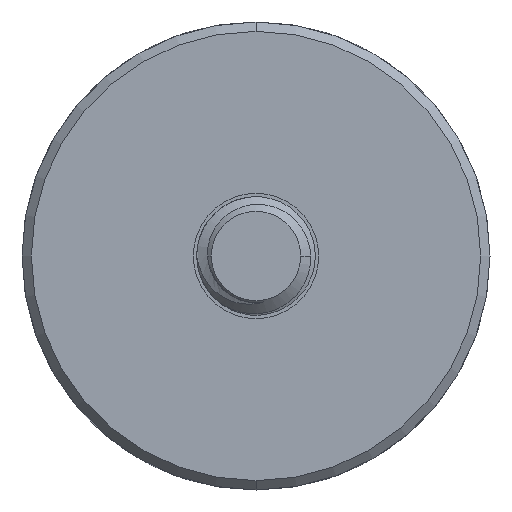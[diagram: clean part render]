
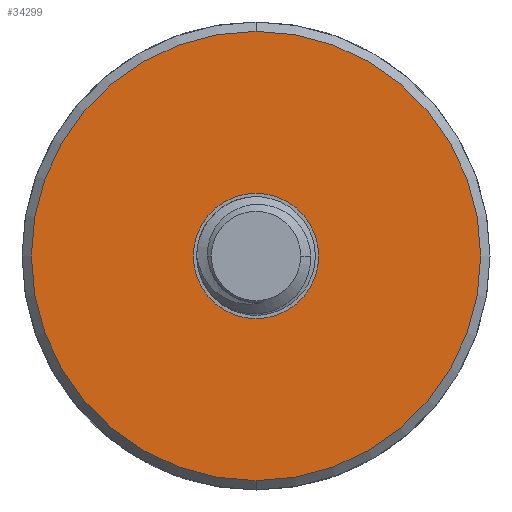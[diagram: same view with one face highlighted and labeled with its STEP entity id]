
A CAD part, front view. The second image highlights one B-rep face of the part: STEP entity #34299.
In plain terms, the highlighted planar face has unit normal (0, -1, 0).
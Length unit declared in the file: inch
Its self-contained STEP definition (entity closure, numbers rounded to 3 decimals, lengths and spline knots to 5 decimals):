
#1601 = CARTESIAN_POINT ( 'NONE',  ( 0., 0., 0. ) ) ;
#3819 = CIRCLE ( 'NONE', #22030, 0.1005 ) ;
#4002 = EDGE_CURVE ( 'NONE', #21122, #24753, #3819, .T. ) ;
#4475 = DIRECTION ( 'NONE',  ( 0., 1., 0. ) ) ;
#5123 = DIRECTION ( 'NONE',  ( 0., 1., 0. ) ) ;
#5329 = DIRECTION ( 'NONE',  ( 0., -1., 0. ) ) ;
#7958 = AXIS2_PLACEMENT_3D ( 'NONE', #20584, #5123, #29757 ) ;
#7975 = EDGE_CURVE ( 'NONE', #13885, #29701, #16574, .T. ) ;
#9652 = ORIENTED_EDGE ( 'NONE', *, *, #7975, .T. ) ;
#11632 = DIRECTION ( 'NONE',  ( 0., 0., 1. ) ) ;
#12615 = CIRCLE ( 'NONE', #35396, 0.36 ) ;
#13038 = EDGE_LOOP ( 'NONE', ( #28328, #9652 ) ) ;
#13319 = AXIS2_PLACEMENT_3D ( 'NONE', #24346, #27604, #33732 ) ;
#13832 = EDGE_CURVE ( 'NONE', #24753, #21122, #30093, .T. ) ;
#13885 = VERTEX_POINT ( 'NONE', #29951 ) ;
#15998 = EDGE_CURVE ( 'NONE', #29701, #13885, #12615, .T. ) ;
#16543 = FACE_BOUND ( 'NONE', #33649, .T. ) ;
#16574 = CIRCLE ( 'NONE', #13319, 0.36 ) ;
#18142 = CARTESIAN_POINT ( 'NONE',  ( 0., 0., -0.1005 ) ) ;
#20584 = CARTESIAN_POINT ( 'NONE',  ( 0., 0., 0. ) ) ;
#21122 = VERTEX_POINT ( 'NONE', #18142 ) ;
#21352 = CARTESIAN_POINT ( 'NONE',  ( 0., 0., 0.1005 ) ) ;
#22030 = AXIS2_PLACEMENT_3D ( 'NONE', #1601, #4475, #29901 ) ;
#22084 = ORIENTED_EDGE ( 'NONE', *, *, #4002, .T. ) ;
#22661 = FACE_OUTER_BOUND ( 'NONE', #13038, .T. ) ;
#24346 = CARTESIAN_POINT ( 'NONE',  ( 0., 0., 0. ) ) ;
#24753 = VERTEX_POINT ( 'NONE', #21352 ) ;
#27604 = DIRECTION ( 'NONE',  ( 0., -1., 0. ) ) ;
#28328 = ORIENTED_EDGE ( 'NONE', *, *, #15998, .T. ) ;
#28754 = DIRECTION ( 'NONE',  ( 0., 1., 0. ) ) ;
#29579 = DIRECTION ( 'NONE',  ( 0., 0., 1. ) ) ;
#29701 = VERTEX_POINT ( 'NONE', #34131 ) ;
#29757 = DIRECTION ( 'NONE',  ( 0., 0., 1. ) ) ;
#29901 = DIRECTION ( 'NONE',  ( 0., 0., 1. ) ) ;
#29951 = CARTESIAN_POINT ( 'NONE',  ( 0., 0., -0.36 ) ) ;
#30093 = CIRCLE ( 'NONE', #7958, 0.1005 ) ;
#33235 = CARTESIAN_POINT ( 'NONE',  ( 0., 0., 0. ) ) ;
#33649 = EDGE_LOOP ( 'NONE', ( #36834, #22084 ) ) ;
#33732 = DIRECTION ( 'NONE',  ( 0., 0., 1. ) ) ;
#34131 = CARTESIAN_POINT ( 'NONE',  ( 0., 0., 0.36 ) ) ;
#34299 = ADVANCED_FACE ( 'NONE', ( #22661, #16543 ), #35089, .F. ) ;
#35089 = PLANE ( 'NONE',  #38531 ) ;
#35396 = AXIS2_PLACEMENT_3D ( 'NONE', #33235, #5329, #11632 ) ;
#36834 = ORIENTED_EDGE ( 'NONE', *, *, #13832, .T. ) ;
#38155 = CARTESIAN_POINT ( 'NONE',  ( 0., 0., 0. ) ) ;
#38531 = AXIS2_PLACEMENT_3D ( 'NONE', #38155, #28754, #29579 ) ;
